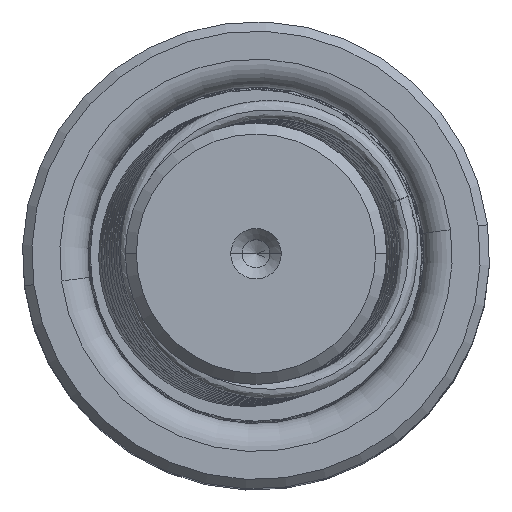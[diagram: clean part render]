
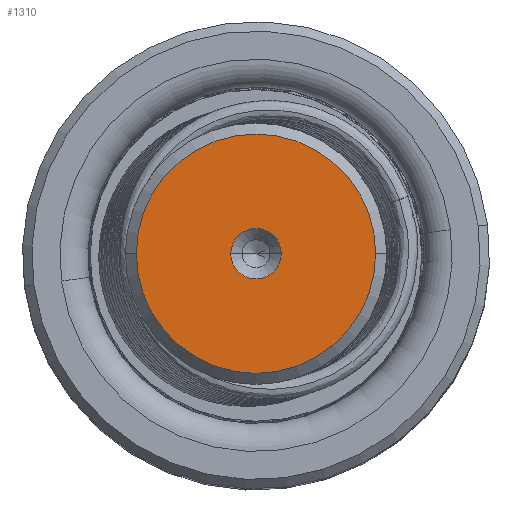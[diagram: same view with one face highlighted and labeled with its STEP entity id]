
A CAD part, top view. The second image highlights one B-rep face of the part: STEP entity #1310.
In plain terms, the highlighted planar face has unit normal (0, 0, 1).
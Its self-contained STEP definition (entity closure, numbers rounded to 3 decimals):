
#25 = EDGE_LOOP ( 'NONE', ( #44373, #39924 ) ) ;
#1110 = DIRECTION ( 'NONE',  ( 0., 0., 1. ) ) ;
#1310 = ADVANCED_FACE ( 'NONE', ( #41019, #31453 ), #30372, .T. ) ;
#1562 = DIRECTION ( 'NONE',  ( 1., 0., 0. ) ) ;
#1852 = DIRECTION ( 'NONE',  ( 1., 0., 0. ) ) ;
#7615 = DIRECTION ( 'NONE',  ( 0., 0., 1. ) ) ;
#8038 = CIRCLE ( 'NONE', #11832, 12.812 ) ;
#10567 = CARTESIAN_POINT ( 'NONE',  ( 0., 0., 180. ) ) ;
#10839 = ORIENTED_EDGE ( 'NONE', *, *, #34985, .T. ) ;
#11274 = DIRECTION ( 'NONE',  ( 1., 0., 0. ) ) ;
#11832 = AXIS2_PLACEMENT_3D ( 'NONE', #10567, #1110, #48165 ) ;
#12076 = AXIS2_PLACEMENT_3D ( 'NONE', #34276, #20121, #11274 ) ;
#12850 = ORIENTED_EDGE ( 'NONE', *, *, #39104, .T. ) ;
#13702 = AXIS2_PLACEMENT_3D ( 'NONE', #53215, #20784, #1852 ) ;
#15504 = CARTESIAN_POINT ( 'NONE',  ( -2.7, 0., 180. ) ) ;
#16690 = CARTESIAN_POINT ( 'NONE',  ( 0., 0., 180. ) ) ;
#16898 = DIRECTION ( 'NONE',  ( 1., 0., 0. ) ) ;
#17907 = EDGE_LOOP ( 'NONE', ( #12850, #10839 ) ) ;
#18374 = VERTEX_POINT ( 'NONE', #15504 ) ;
#18500 = CARTESIAN_POINT ( 'NONE',  ( 12.812, 0., 180. ) ) ;
#20121 = DIRECTION ( 'NONE',  ( 0., 0., 1. ) ) ;
#20784 = DIRECTION ( 'NONE',  ( 0., 0., 1. ) ) ;
#22869 = CARTESIAN_POINT ( 'NONE',  ( 2.7, 0., 180. ) ) ;
#24043 = VERTEX_POINT ( 'NONE', #22869 ) ;
#29029 = EDGE_CURVE ( 'NONE', #24043, #18374, #47467, .T. ) ;
#30372 = PLANE ( 'NONE',  #12076 ) ;
#31234 = VERTEX_POINT ( 'NONE', #58332 ) ;
#31453 = FACE_OUTER_BOUND ( 'NONE', #17907, .T. ) ;
#33540 = CIRCLE ( 'NONE', #33755, 2.7 ) ;
#33755 = AXIS2_PLACEMENT_3D ( 'NONE', #16690, #7615, #16898 ) ;
#34276 = CARTESIAN_POINT ( 'NONE',  ( 0., 0., 180. ) ) ;
#34985 = EDGE_CURVE ( 'NONE', #38855, #31234, #8038, .T. ) ;
#38855 = VERTEX_POINT ( 'NONE', #18500 ) ;
#39104 = EDGE_CURVE ( 'NONE', #31234, #38855, #50793, .T. ) ;
#39924 = ORIENTED_EDGE ( 'NONE', *, *, #59635, .F. ) ;
#41019 = FACE_BOUND ( 'NONE', #25, .T. ) ;
#43390 = AXIS2_PLACEMENT_3D ( 'NONE', #44527, #58676, #1562 ) ;
#44373 = ORIENTED_EDGE ( 'NONE', *, *, #29029, .F. ) ;
#44527 = CARTESIAN_POINT ( 'NONE',  ( 0., 0., 180. ) ) ;
#47467 = CIRCLE ( 'NONE', #13702, 2.7 ) ;
#48165 = DIRECTION ( 'NONE',  ( 1., 0., 0. ) ) ;
#50793 = CIRCLE ( 'NONE', #43390, 12.812 ) ;
#53215 = CARTESIAN_POINT ( 'NONE',  ( 0., 0., 180. ) ) ;
#58332 = CARTESIAN_POINT ( 'NONE',  ( -12.812, 0., 180. ) ) ;
#58676 = DIRECTION ( 'NONE',  ( 0., 0., 1. ) ) ;
#59635 = EDGE_CURVE ( 'NONE', #18374, #24043, #33540, .T. ) ;
